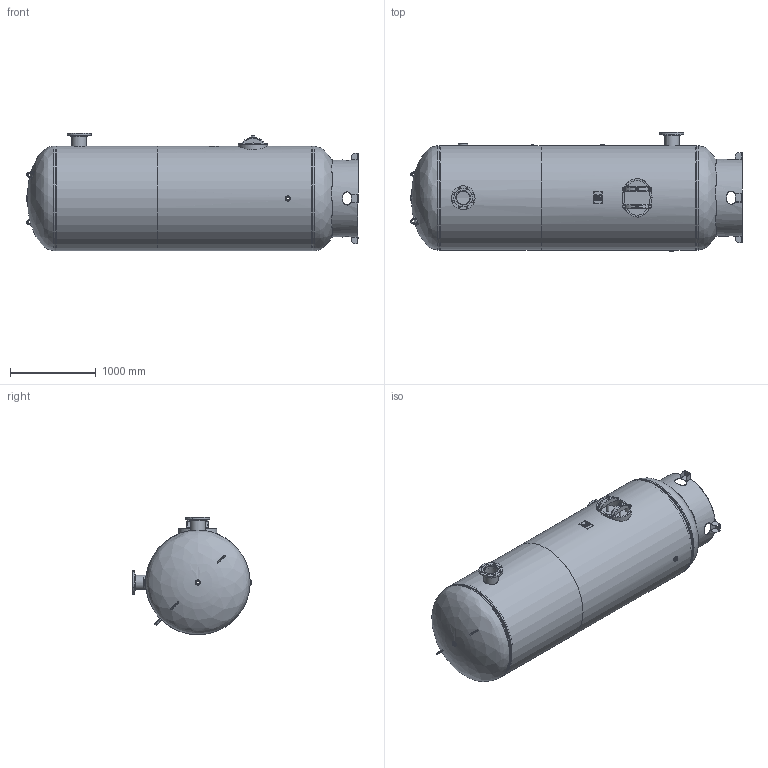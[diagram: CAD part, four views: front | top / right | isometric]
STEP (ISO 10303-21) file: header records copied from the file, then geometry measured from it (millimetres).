
FILE_DESCRIPTION(/* description */ ('48 X 144 200# VERT ASME STOCK 1060 GAL W/6" IN/OUTLET'),/* implementation_level */ '2;1');
FILE_NAME(/* name */ 'SPVG_C100331.stp',/* time_stamp */ '2021-05-13T13:02:30-05:00',/* author */ ('kim.thoune'),/* organization */ (''),/* preprocessor_version */ 'ST-DEVELOPER v17.2',/* originating_system */ 'Autodesk Inventor 2019',/* authorisation */ '');
FILE_SCHEMA (('CONFIG_CONTROL_DESIGN'));
Length unit declared in the file: inch
Products named in the file (21): C100331; 37-3022; 37-3023; C100331-3HD; H48313J; C100331-4HD; H48313J_1; S102114; S102114-1MAR; S102021; 46-9163; S102154; 45-596; S102154-2; F103001; F100250; 67-8548; 64-784; 60-140; 64-053; F101000
Assembly tree (29 placements, depth 3):
  C100331
    37-3022
    37-3023
    C100331-3HD
      H48313J
    C100331-4HD
      H48313J_1
    S102114
      S102114-1MAR
      S102021  x4
    46-9163
    S102154  x2
      45-596
      S102154-2
    F103001
    F101000  x4
    F100250
    67-8548  x2
    64-784  x2
    60-140
      64-053
Bounding box: 3877.23 x 1390.6 x 1372.68 mm (x, y, z)
Volume: 145237213.4 mm3; surface area: 33149584.6 mm2
Topology: 28 solids, 28 shells, 744 faces, 1974 edges, 1318 vertices
Faces by surface type: plane 371, cylinder 215, bspline 77, torus 68, cone 13
Full cylindrical faces by diameter (mm): 6.35 x4, 11.455 x1, 12.7 x2, 22.225 x20, 23.019 x2, 26.987 x1, 30.302 x4, 43.256 x4, 44.45 x4, 46.037 x4, 60.325 x4, 82.55 x1, 96.837 x1, 98.425 x1, 107.95 x1, 154.051 x2, 168.275 x2, 170.688 x2, 171.45 x2, 192.1 x2, 215.9 x2, 279.4 x2, 892.2 x1, 901.7 x1, 1186.409 x2, 1202.309 x4, 1203.3 x2, 1219.2 x2, 1221.359 x2
Entity records: 23594 total; most frequent: CARTESIAN_POINT 8544, ORIENTED_EDGE 3026, DIRECTION 2849, EDGE_CURVE 1513, AXIS2_PLACEMENT_3D 1054, VERTEX_POINT 1012, LINE 741, VECTOR 741
